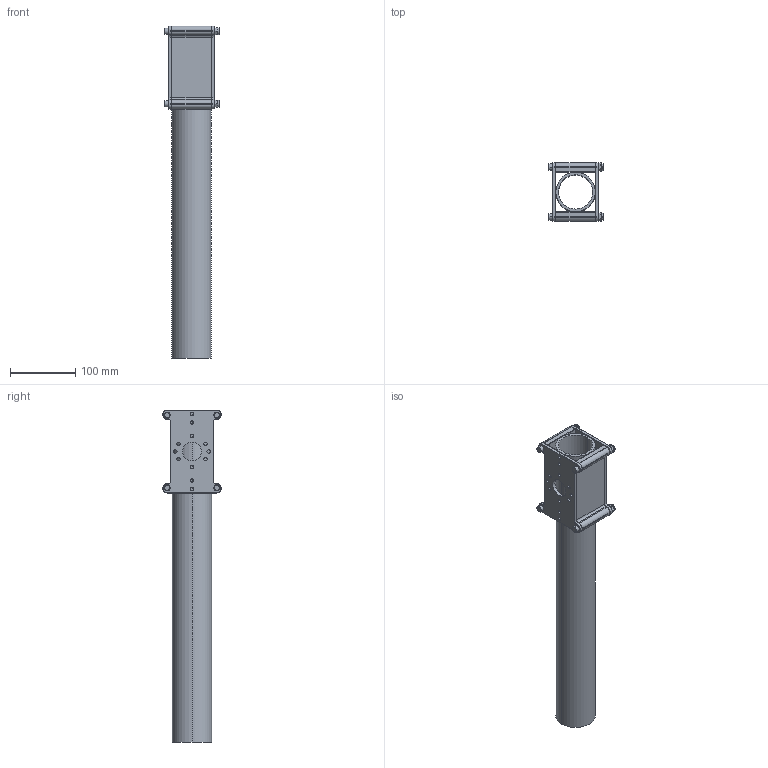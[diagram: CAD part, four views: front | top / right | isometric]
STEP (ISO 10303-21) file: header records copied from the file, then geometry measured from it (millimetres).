
FILE_DESCRIPTION (( 'STEP AP214' ), '1' );
FILE_NAME ('am-2699 Arm Joint for PVC Pipe.STEP', '2014-09-24T16:55:57', ( '' ), ( '' ), 'SwSTEP 2.0', 'SolidWorks 2014', '' );
FILE_SCHEMA (( 'AUTOMOTIVE_DESIGN' ));
Length unit declared in the file: inch
Products named in the file (6): 14-20_nylock_nut; SHCS 14-20 x 3; Joint Plate; EX Spacer Plate; 2in PVC; am-2699 Arm Joint for PVC Pipe
Assembly tree (13 placements, depth 2):
  am-2699 Arm Joint for PVC Pipe
    2in PVC
    EX Spacer Plate  x2
    Joint Plate  x2
    SHCS 14-20 x 3  x4
    14-20_nylock_nut  x4
Bounding box: 83.87 x 89.03 x 508 mm (x, y, z)
Volume: 509311.8 mm3; surface area: 272515.9 mm2
Topology: 13 solids, 13 shells, 586 faces, 1388 edges, 784 vertices
Faces by surface type: cylinder 260, plane 166, cone 80, sphere 48, bspline 24, torus 8
Entity records: 6896 total; most frequent: DIRECTION 1238, CARTESIAN_POINT 1217, ORIENTED_EDGE 1052, EDGE_CURVE 526, AXIS2_PLACEMENT_3D 485, VERTEX_POINT 314, VECTOR 268, LINE 268
